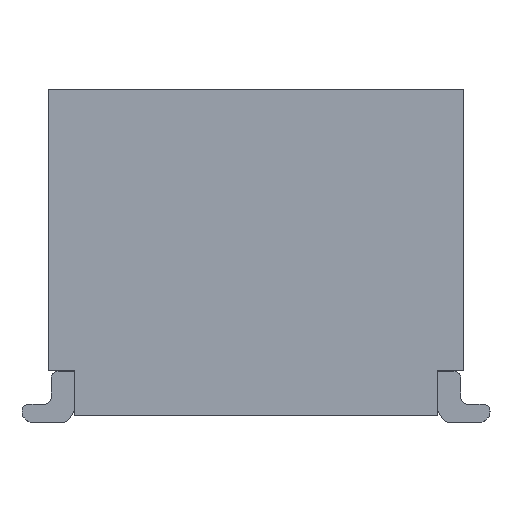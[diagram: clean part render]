
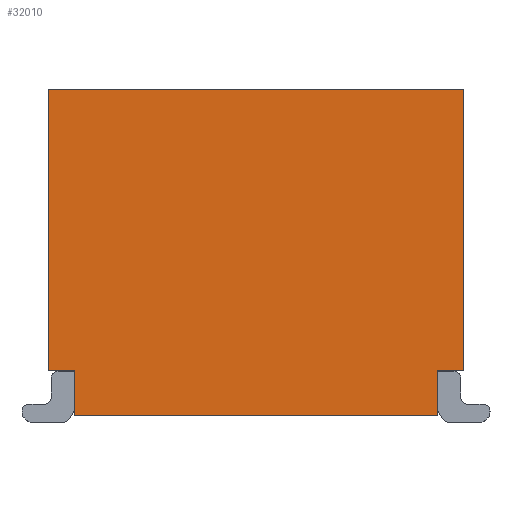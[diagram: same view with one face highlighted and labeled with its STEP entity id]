
A CAD part, left-side view. The second image highlights one B-rep face of the part: STEP entity #32010.
In plain terms, the highlighted planar face has unit normal (-1, 0, 0).
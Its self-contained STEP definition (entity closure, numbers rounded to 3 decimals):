
#187=CARTESIAN_POINT('',(-5.3,-1.5,1.175));
#188=VERTEX_POINT('',#187);
#221=CARTESIAN_POINT('',(-5.3,1.5,1.175));
#222=VERTEX_POINT('',#221);
#229=CARTESIAN_POINT('',(-5.3,1.5,1.175));
#230=DIRECTION('',(0.,-1.,0.));
#231=VECTOR('',#230,3.);
#232=LINE('',#229,#231);
#233=EDGE_CURVE('',#222,#188,#232,.T.);
#9829=CARTESIAN_POINT('',(-5.3,-1.5,-0.855));
#9830=VERTEX_POINT('',#9829);
#9831=CARTESIAN_POINT('',(-5.3,-1.31,-0.855));
#9832=VERTEX_POINT('',#9831);
#9833=CARTESIAN_POINT('',(-5.3,-1.5,-0.855));
#9834=DIRECTION('',(0.,1.,0.));
#9835=VECTOR('',#9834,0.19);
#9836=LINE('',#9833,#9835);
#9837=EDGE_CURVE('',#9830,#9832,#9836,.T.);
#11835=CARTESIAN_POINT('',(-5.3,1.31,-0.855));
#11836=VERTEX_POINT('',#11835);
#11843=CARTESIAN_POINT('',(-5.3,1.5,-0.855));
#11844=VERTEX_POINT('',#11843);
#11845=CARTESIAN_POINT('',(-5.3,1.31,-0.855));
#11846=DIRECTION('',(0.,1.,0.));
#11847=VECTOR('',#11846,0.19);
#11848=LINE('',#11845,#11847);
#11849=EDGE_CURVE('',#11836,#11844,#11848,.T.);
#31966=CARTESIAN_POINT('',(-5.3,0.,0.));
#31967=DIRECTION('',(0.,0.,-1.));
#31968=DIRECTION('',(-1.,-0.,-0.));
#31969=AXIS2_PLACEMENT_3D('',#31966,#31968,#31967);
#31970=PLANE('',#31969);
#31971=ORIENTED_EDGE('',*,*,#9837,.F.);
#31972=CARTESIAN_POINT('',(-5.3,-1.5,-0.855));
#31973=DIRECTION('',(0.,0.,1.));
#31974=VECTOR('',#31973,2.03);
#31975=LINE('',#31972,#31974);
#31976=EDGE_CURVE('',#9830,#188,#31975,.T.);
#31977=ORIENTED_EDGE('',*,*,#31976,.T.);
#31978=ORIENTED_EDGE('',*,*,#233,.F.);
#31979=CARTESIAN_POINT('',(-5.3,1.5,1.175));
#31980=DIRECTION('',(0.,0.,-1.));
#31981=VECTOR('',#31980,2.03);
#31982=LINE('',#31979,#31981);
#31983=EDGE_CURVE('',#222,#11844,#31982,.T.);
#31984=ORIENTED_EDGE('',*,*,#31983,.T.);
#31985=ORIENTED_EDGE('',*,*,#11849,.F.);
#31986=CARTESIAN_POINT('',(-5.3,1.31,-1.175));
#31987=VERTEX_POINT('',#31986);
#31988=CARTESIAN_POINT('',(-5.3,1.31,-0.855));
#31989=DIRECTION('',(0.,0.,-1.));
#31990=VECTOR('',#31989,0.32);
#31991=LINE('',#31988,#31990);
#31992=EDGE_CURVE('',#11836,#31987,#31991,.T.);
#31993=ORIENTED_EDGE('',*,*,#31992,.T.);
#31994=CARTESIAN_POINT('',(-5.3,-1.31,-1.175));
#31995=VERTEX_POINT('',#31994);
#31996=CARTESIAN_POINT('',(-5.3,1.31,-1.175));
#31997=DIRECTION('',(0.,-1.,0.));
#31998=VECTOR('',#31997,2.62);
#31999=LINE('',#31996,#31998);
#32000=EDGE_CURVE('',#31987,#31995,#31999,.T.);
#32001=ORIENTED_EDGE('',*,*,#32000,.T.);
#32002=CARTESIAN_POINT('',(-5.3,-1.31,-1.175));
#32003=DIRECTION('',(0.,0.,1.));
#32004=VECTOR('',#32003,0.32);
#32005=LINE('',#32002,#32004);
#32006=EDGE_CURVE('',#31995,#9832,#32005,.T.);
#32007=ORIENTED_EDGE('',*,*,#32006,.T.);
#32008=EDGE_LOOP('',(#31971,#31977,#31978,#31984,#31985,#31993,#32001,#32007));
#32009=FACE_OUTER_BOUND('',#32008,.T.);
#32010=ADVANCED_FACE('',(#32009),#31970,.T.);
